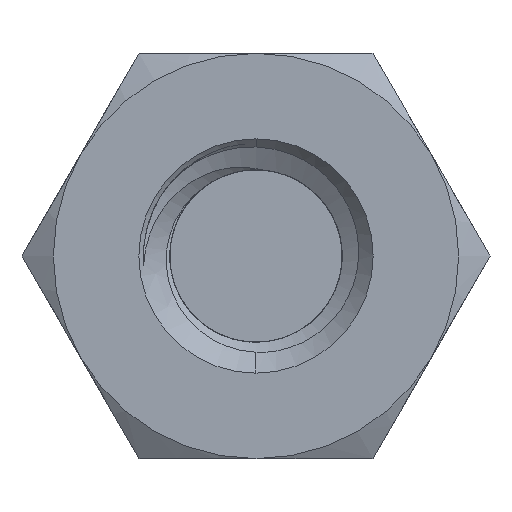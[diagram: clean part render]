
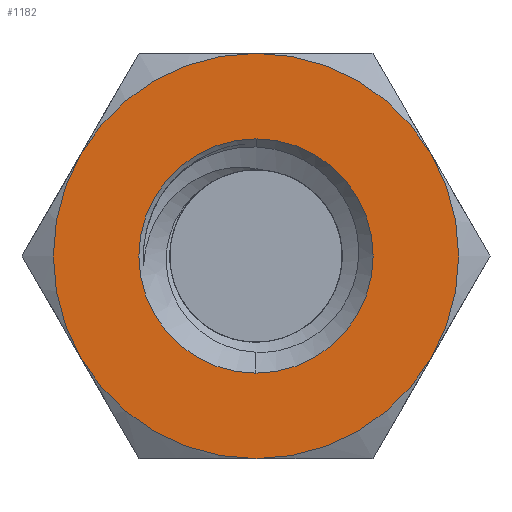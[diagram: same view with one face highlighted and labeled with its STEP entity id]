
A CAD part, left-side view. The second image highlights one B-rep face of the part: STEP entity #1182.
In plain terms, the highlighted planar face has unit normal (-1, 0, 0).
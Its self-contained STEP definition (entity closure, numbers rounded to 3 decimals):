
#72 = EDGE_LOOP ( 'NONE', ( #1070, #963 ) ) ;
#334 = EDGE_CURVE ( 'NONE', #340, #346, #1316, .T. ) ;
#340 = VERTEX_POINT ( 'NONE', #731 ) ;
#344 = VERTEX_POINT ( 'NONE', #716 ) ;
#346 = VERTEX_POINT ( 'NONE', #714 ) ;
#355 = VERTEX_POINT ( 'NONE', #707 ) ;
#373 = VERTEX_POINT ( 'NONE', #689 ) ;
#398 = CARTESIAN_POINT ( 'NONE',  ( -6.95, 0., 0. ) ) ;
#442 = VERTEX_POINT ( 'NONE', #671 ) ;
#516 = VERTEX_POINT ( 'NONE', #644 ) ;
#522 = VERTEX_POINT ( 'NONE', #638 ) ;
#638 = CARTESIAN_POINT ( 'NONE',  ( -6.95, 0., -2.25 ) ) ;
#644 = CARTESIAN_POINT ( 'NONE',  ( -6.95, -1.949, 1.125 ) ) ;
#671 = CARTESIAN_POINT ( 'NONE',  ( -6.95, -1.949, -1.125 ) ) ;
#689 = CARTESIAN_POINT ( 'NONE',  ( -6.95, 1.949, -1.125 ) ) ;
#707 = CARTESIAN_POINT ( 'NONE',  ( -6.95, 0., -1.301 ) ) ;
#714 = CARTESIAN_POINT ( 'NONE',  ( -6.95, 1.949, 1.125 ) ) ;
#716 = CARTESIAN_POINT ( 'NONE',  ( -6.95, 0., 1.301 ) ) ;
#731 = CARTESIAN_POINT ( 'NONE',  ( -6.95, 0., 2.25 ) ) ;
#734 = DIRECTION ( 'NONE',  ( 0., 0., 1. ) ) ;
#735 = DIRECTION ( 'NONE',  ( -1., 0., 0. ) ) ;
#754 = AXIS2_PLACEMENT_3D ( 'NONE', #2494, #2493, #2492 ) ;
#963 = ORIENTED_EDGE ( 'NONE', *, *, #4277, .F. ) ;
#966 = ORIENTED_EDGE ( 'NONE', *, *, #4073, .F. ) ;
#1020 = ORIENTED_EDGE ( 'NONE', *, *, #4163, .F. ) ;
#1024 = ORIENTED_EDGE ( 'NONE', *, *, #4107, .F. ) ;
#1029 = ORIENTED_EDGE ( 'NONE', *, *, #4137, .F. ) ;
#1030 = ORIENTED_EDGE ( 'NONE', *, *, #334, .T. ) ;
#1070 = ORIENTED_EDGE ( 'NONE', *, *, #4075, .F. ) ;
#1073 = ORIENTED_EDGE ( 'NONE', *, *, #4098, .F. ) ;
#1182 = ADVANCED_FACE ( 'NONE', ( #1370, #1378 ), #3387, .F. ) ;
#1316 = CIRCLE ( 'NONE', #4269, 2.25 ) ;
#1370 = FACE_BOUND ( 'NONE', #72, .T. ) ;
#1378 = FACE_OUTER_BOUND ( 'NONE', #4001, .T. ) ;
#1452 = CIRCLE ( 'NONE', #4188, 2.25 ) ;
#1454 = CIRCLE ( 'NONE', #4209, 1.301 ) ;
#1471 = CIRCLE ( 'NONE', #4178, 2.25 ) ;
#1474 = CIRCLE ( 'NONE', #4172, 2.25 ) ;
#1492 = CIRCLE ( 'NONE', #4165, 2.25 ) ;
#1503 = CIRCLE ( 'NONE', #4118, 2.25 ) ;
#1792 = CIRCLE ( 'NONE', #754, 1.301 ) ;
#2040 = DIRECTION ( 'NONE',  ( 1., 0., 0. ) ) ;
#2041 = DIRECTION ( 'NONE',  ( 0., 0., -1. ) ) ;
#2043 = CARTESIAN_POINT ( 'NONE',  ( -6.95, 0., 0. ) ) ;
#2057 = CARTESIAN_POINT ( 'NONE',  ( -6.95, 0., 0. ) ) ;
#2181 = DIRECTION ( 'NONE',  ( 0., 0., -1. ) ) ;
#2183 = DIRECTION ( 'NONE',  ( 1., 0., 0. ) ) ;
#2215 = DIRECTION ( 'NONE',  ( 0., 0., 1. ) ) ;
#2216 = DIRECTION ( 'NONE',  ( -1., 0., 0. ) ) ;
#2229 = CARTESIAN_POINT ( 'NONE',  ( -6.95, 0., 0. ) ) ;
#2492 = DIRECTION ( 'NONE',  ( 0., 0., 1. ) ) ;
#2493 = DIRECTION ( 'NONE',  ( -1., 0., 0. ) ) ;
#2494 = CARTESIAN_POINT ( 'NONE',  ( -6.95, 0., 0. ) ) ;
#2830 = DIRECTION ( 'NONE',  ( 0., 0., -1. ) ) ;
#2831 = DIRECTION ( 'NONE',  ( 1., 0., 0. ) ) ;
#2834 = CARTESIAN_POINT ( 'NONE',  ( -6.95, 0., 0. ) ) ;
#3001 = DIRECTION ( 'NONE',  ( 0., 0., -1. ) ) ;
#3002 = DIRECTION ( 'NONE',  ( 1., 0., 0. ) ) ;
#3003 = CARTESIAN_POINT ( 'NONE',  ( -6.95, 0., 0. ) ) ;
#3268 = DIRECTION ( 'NONE',  ( 0., 0., -1. ) ) ;
#3269 = DIRECTION ( 'NONE',  ( 1., 0., 0. ) ) ;
#3281 = CARTESIAN_POINT ( 'NONE',  ( -6.95, 0., 0. ) ) ;
#3384 = DIRECTION ( 'NONE',  ( 0., 0., -1. ) ) ;
#3385 = DIRECTION ( 'NONE',  ( 1., 0., 0. ) ) ;
#3387 = PLANE ( 'NONE',  #4234 ) ;
#3388 = CARTESIAN_POINT ( 'NONE',  ( -6.95, 2.598, 0. ) ) ;
#4001 = EDGE_LOOP ( 'NONE', ( #1073, #1020, #1024, #1029, #1030, #966 ) ) ;
#4073 = EDGE_CURVE ( 'NONE', #373, #346, #1452, .T. ) ;
#4075 = EDGE_CURVE ( 'NONE', #344, #355, #1454, .T. ) ;
#4098 = EDGE_CURVE ( 'NONE', #522, #373, #1471, .T. ) ;
#4107 = EDGE_CURVE ( 'NONE', #516, #442, #1474, .T. ) ;
#4118 = AXIS2_PLACEMENT_3D ( 'NONE', #2834, #2831, #2830 ) ;
#4137 = EDGE_CURVE ( 'NONE', #340, #516, #1492, .T. ) ;
#4163 = EDGE_CURVE ( 'NONE', #442, #522, #1503, .T. ) ;
#4165 = AXIS2_PLACEMENT_3D ( 'NONE', #3003, #3002, #3001 ) ;
#4172 = AXIS2_PLACEMENT_3D ( 'NONE', #3281, #3269, #3268 ) ;
#4178 = AXIS2_PLACEMENT_3D ( 'NONE', #2043, #2040, #2041 ) ;
#4188 = AXIS2_PLACEMENT_3D ( 'NONE', #2229, #2183, #2181 ) ;
#4209 = AXIS2_PLACEMENT_3D ( 'NONE', #2057, #2216, #2215 ) ;
#4234 = AXIS2_PLACEMENT_3D ( 'NONE', #3388, #3385, #3384 ) ;
#4269 = AXIS2_PLACEMENT_3D ( 'NONE', #398, #735, #734 ) ;
#4277 = EDGE_CURVE ( 'NONE', #355, #344, #1792, .T. ) ;
